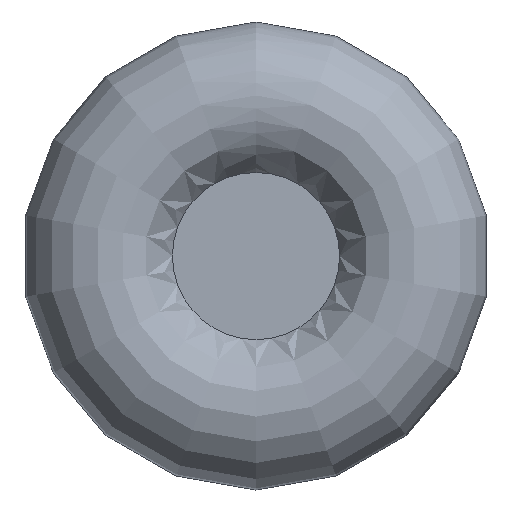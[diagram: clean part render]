
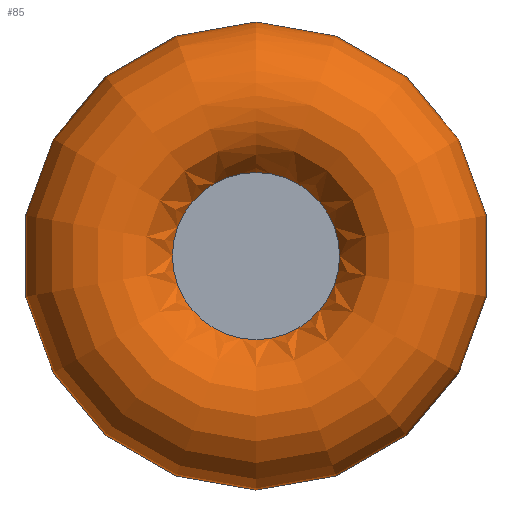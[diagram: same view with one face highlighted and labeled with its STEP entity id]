
A CAD part, left-side view. The second image highlights one B-rep face of the part: STEP entity #85.
In plain terms, the highlighted face is a revolution surface.
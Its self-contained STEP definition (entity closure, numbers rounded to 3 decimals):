
#55=SURFACE_OF_REVOLUTION('',#57,#56);
#56=AXIS1_PLACEMENT('',#566,#397);
#57=B_SPLINE_CURVE_WITH_KNOTS('',3,(#480,#481,#482,#483,#484,#485,#486,
#487,#488,#489,#490,#491,#492,#493,#494,#495,#496,#497,#498,#499,#500,#501,
#502,#503,#504,#505,#506,#507,#508,#509,#510,#511,#512,#513,#514,#515,#516,
#517,#518,#519,#520,#521,#522,#523,#524,#525,#526,#527,#528,#529,#530,#531,
#532,#533,#534,#535,#536,#537,#538,#539,#540,#541,#542,#543,#544,#545,#546,
#547,#548,#549,#550,#551,#552,#553,#554,#555,#556,#557,#558,#559,#560,#561,
#562,#563,#564,#565),.UNSPECIFIED.,.T.,.F.,(2,2,2,2,2,2,2,2,1,2,2,2,2,2,
2,2,2,2,2,2,2,2,2,2,2,2,2,1,2,2,2,2,2,2,2,2,2,2,2,2,2,2,2,2,2,2),(-0.031,
0.,0.031,0.063,0.078,0.094,0.125,0.141,0.156,0.172,0.188,
0.219,0.25,0.281,0.297,0.313,0.344,0.375,0.391,0.406,0.438,
0.469,0.5,0.516,0.531,0.563,0.578,0.594,0.609,0.625,0.656,
0.688,0.719,0.734,0.75,0.766,0.781,0.813,0.828,0.844,0.875,
0.906,0.938,0.969,1.,1.031),.UNSPECIFIED.);
#85=ADVANCED_FACE('',(#122,#123),#55,.T.);
#122=FACE_BOUND('',#166,.T.);
#123=FACE_BOUND('',#167,.T.);
#166=EDGE_LOOP('',(#212));
#167=EDGE_LOOP('',(#213));
#212=ORIENTED_EDGE('',*,*,#273,.F.);
#213=ORIENTED_EDGE('',*,*,#272,.T.);
#249=VERTEX_POINT('',#476);
#250=VERTEX_POINT('',#479);
#272=EDGE_CURVE('',#249,#249,#295,.T.);
#273=EDGE_CURVE('',#250,#250,#296,.T.);
#295=CIRCLE('',#327,18.326);
#296=CIRCLE('',#329,6.763);
#327=AXIS2_PLACEMENT_3D('',#475,#391,#392);
#329=AXIS2_PLACEMENT_3D('',#478,#395,#396);
#391=DIRECTION('',(-1.,0.,0.));
#392=DIRECTION('',(0.,0.,1.));
#395=DIRECTION('',(-1.,0.,0.));
#396=DIRECTION('',(0.,0.,1.));
#397=DIRECTION('',(-1.,0.,0.));
#475=CARTESIAN_POINT('',(10.852,0.,0.));
#476=CARTESIAN_POINT('',(10.852,0.,18.326));
#478=CARTESIAN_POINT('',(5.,0.,0.));
#479=CARTESIAN_POINT('',(5.,0.,6.763));
#480=CARTESIAN_POINT('',(7.567,6.154,0.));
#481=CARTESIAN_POINT('',(8.433,6.154,0.));
#482=CARTESIAN_POINT('',(8.865,6.189,0.));
#483=CARTESIAN_POINT('',(9.72,6.332,0.));
#484=CARTESIAN_POINT('',(10.139,6.439,0.));
#485=CARTESIAN_POINT('',(10.746,6.655,0.));
#486=CARTESIAN_POINT('',(10.945,6.736,0.));
#487=CARTESIAN_POINT('',(11.337,6.917,0.));
#488=CARTESIAN_POINT('',(11.53,7.019,0.));
#489=CARTESIAN_POINT('',(12.088,7.348,0.));
#490=CARTESIAN_POINT('',(12.434,7.601,0.));
#491=CARTESIAN_POINT('',(12.912,8.037,0.));
#492=CARTESIAN_POINT('',(13.066,8.192,0.));
#493=CARTESIAN_POINT('',(13.353,8.515,0.));
#494=CARTESIAN_POINT('',(13.62,8.852,0.));
#495=CARTESIAN_POINT('',(13.849,9.214,0.));
#496=CARTESIAN_POINT('',(14.059,9.589,0.));
#497=CARTESIAN_POINT('',(14.155,9.784,0.));
#498=CARTESIAN_POINT('',(14.409,10.383,0.));
#499=CARTESIAN_POINT('',(14.533,10.793,0.));
#500=CARTESIAN_POINT('',(14.695,11.636,0.));
#501=CARTESIAN_POINT('',(14.732,12.073,0.));
#502=CARTESIAN_POINT('',(14.715,12.932,0.));
#503=CARTESIAN_POINT('',(14.663,13.357,0.));
#504=CARTESIAN_POINT('',(14.521,13.987,0.));
#505=CARTESIAN_POINT('',(14.462,14.198,0.));
#506=CARTESIAN_POINT('',(14.325,14.607,0.));
#507=CARTESIAN_POINT('',(14.246,14.807,0.));
#508=CARTESIAN_POINT('',(13.983,15.393,0.));
#509=CARTESIAN_POINT('',(13.77,15.765,0.));
#510=CARTESIAN_POINT('',(13.267,16.473,0.));
#511=CARTESIAN_POINT('',(12.985,16.797,0.));
#512=CARTESIAN_POINT('',(12.519,17.239,0.));
#513=CARTESIAN_POINT('',(12.356,17.379,0.));
#514=CARTESIAN_POINT('',(12.017,17.645,0.));
#515=CARTESIAN_POINT('',(11.839,17.771,0.));
#516=CARTESIAN_POINT('',(11.292,18.119,0.));
#517=CARTESIAN_POINT('',(10.911,18.313,0.));
#518=CARTESIAN_POINT('',(10.113,18.629,0.));
#519=CARTESIAN_POINT('',(9.693,18.751,0.));
#520=CARTESIAN_POINT('',(8.848,18.911,0.));
#521=CARTESIAN_POINT('',(8.422,18.951,0.));
#522=CARTESIAN_POINT('',(7.776,18.95,0.));
#523=CARTESIAN_POINT('',(7.559,18.94,0.));
#524=CARTESIAN_POINT('',(7.128,18.898,0.));
#525=CARTESIAN_POINT('',(6.916,18.867,0.));
#526=CARTESIAN_POINT('',(6.284,18.745,0.));
#527=CARTESIAN_POINT('',(5.872,18.625,0.));
#528=CARTESIAN_POINT('',(5.27,18.384,0.));
#529=CARTESIAN_POINT('',(5.072,18.294,0.));
#530=CARTESIAN_POINT('',(4.689,18.097,0.));
#531=CARTESIAN_POINT('',(4.318,17.882,0.));
#532=CARTESIAN_POINT('',(3.968,17.634,0.));
#533=CARTESIAN_POINT('',(3.63,17.368,0.));
#534=CARTESIAN_POINT('',(3.465,17.225,0.));
#535=CARTESIAN_POINT('',(2.996,16.777,0.));
#536=CARTESIAN_POINT('',(2.716,16.452,0.));
#537=CARTESIAN_POINT('',(2.221,15.75,0.));
#538=CARTESIAN_POINT('',(2.005,15.37,0.));
#539=CARTESIAN_POINT('',(1.655,14.584,0.));
#540=CARTESIAN_POINT('',(1.521,14.177,0.));
#541=CARTESIAN_POINT('',(1.38,13.544,0.));
#542=CARTESIAN_POINT('',(1.344,13.329,0.));
#543=CARTESIAN_POINT('',(1.293,12.901,0.));
#544=CARTESIAN_POINT('',(1.279,12.686,0.));
#545=CARTESIAN_POINT('',(1.273,12.257,0.));
#546=CARTESIAN_POINT('',(1.281,12.043,0.));
#547=CARTESIAN_POINT('',(1.319,11.613,0.));
#548=CARTESIAN_POINT('',(1.35,11.397,0.));
#549=CARTESIAN_POINT('',(1.475,10.761,0.));
#550=CARTESIAN_POINT('',(1.602,10.352,0.));
#551=CARTESIAN_POINT('',(1.857,9.759,0.));
#552=CARTESIAN_POINT('',(1.954,9.563,0.));
#553=CARTESIAN_POINT('',(2.167,9.187,0.));
#554=CARTESIAN_POINT('',(2.283,9.006,0.));
#555=CARTESIAN_POINT('',(2.658,8.485,0.));
#556=CARTESIAN_POINT('',(2.943,8.166,0.));
#557=CARTESIAN_POINT('',(3.587,7.584,0.));
#558=CARTESIAN_POINT('',(3.936,7.332,0.));
#559=CARTESIAN_POINT('',(4.672,6.901,0.));
#560=CARTESIAN_POINT('',(5.06,6.722,0.));
#561=CARTESIAN_POINT('',(5.877,6.434,0.));
#562=CARTESIAN_POINT('',(6.295,6.329,0.));
#563=CARTESIAN_POINT('',(7.139,6.189,0.));
#564=CARTESIAN_POINT('',(7.567,6.154,0.));
#565=CARTESIAN_POINT('',(8.433,6.154,0.));
#566=CARTESIAN_POINT('',(0.,0.,0.));
